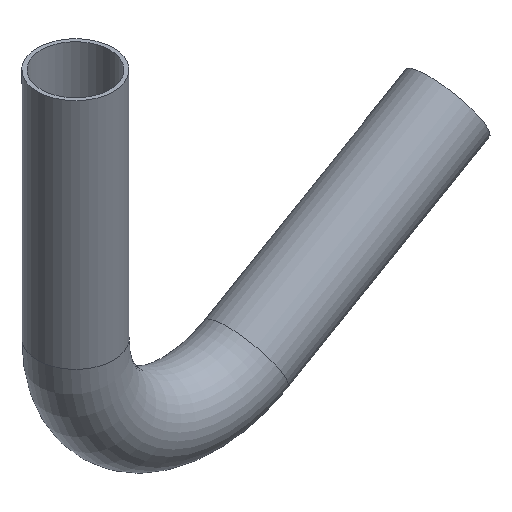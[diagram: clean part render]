
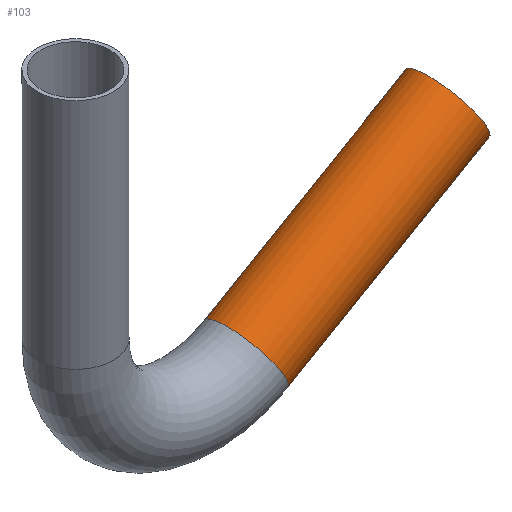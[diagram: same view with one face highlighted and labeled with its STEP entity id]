
A CAD part, isometric view. The second image highlights one B-rep face of the part: STEP entity #103.
In plain terms, the highlighted cylindrical face has radius 21.2 mm (diameter 42.4 mm), a full revolution.
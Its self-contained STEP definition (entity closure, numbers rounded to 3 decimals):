
#103=ADVANCED_FACE('',(#175,#177),#179,.T.);
#175=FACE_OUTER_BOUND('',#176,.T.);
#176=EDGE_LOOP('',(#212));
#177=FACE_OUTER_BOUND('',#178,.T.);
#178=EDGE_LOOP('',(#213));
#179=CYLINDRICAL_SURFACE('',#180,21.2);
#180=AXIS2_PLACEMENT_3D('',#181,#182,#183);
#181=CARTESIAN_POINT('',(95.4,0.,-185.079));
#182=DIRECTION('',(0.866,0.,0.5));
#183=DIRECTION('',(-0.5,0.,0.866));
#212=ORIENTED_EDGE('',*,*,#222,.F.);
#213=ORIENTED_EDGE('',*,*,#224,.T.);
#222=EDGE_CURVE('',#234,#234,#235,.T.);
#224=EDGE_CURVE('',#238,#238,#239,.T.);
#234=VERTEX_POINT('',#262);
#235=CIRCLE('',#263,21.2);
#238=VERTEX_POINT('',#272);
#239=CIRCLE('',#273,21.2);
#262=CARTESIAN_POINT('',(197.383,0.,-101.719));
#263=AXIS2_PLACEMENT_3D('',#264,#265,#266);
#264=CARTESIAN_POINT('',(207.983,0.,-120.079));
#265=DIRECTION('',(0.866,0.,0.5));
#266=DIRECTION('',(-0.5,0.,0.866));
#272=CARTESIAN_POINT('',(84.8,0.,-166.719));
#273=AXIS2_PLACEMENT_3D('',#274,#275,#276);
#274=CARTESIAN_POINT('',(95.4,0.,-185.079));
#275=DIRECTION('',(0.866,-0.,0.5));
#276=DIRECTION('',(-0.5,0.,0.866));
